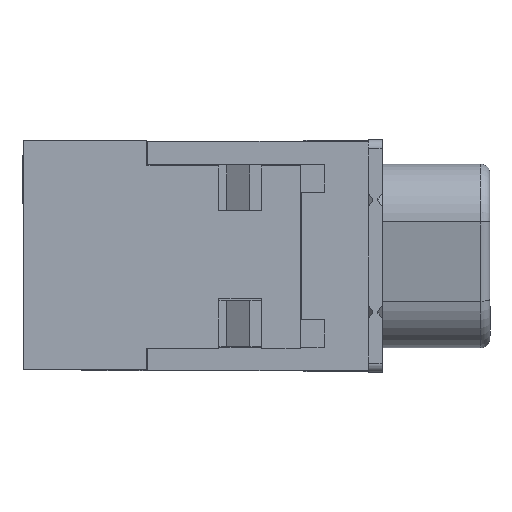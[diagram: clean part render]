
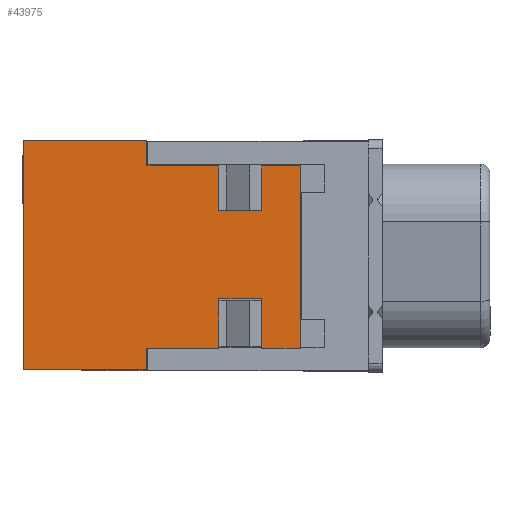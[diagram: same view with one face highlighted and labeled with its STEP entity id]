
A CAD part, left-side view. The second image highlights one B-rep face of the part: STEP entity #43975.
In plain terms, the highlighted planar face has unit normal (-1, 0, 0).
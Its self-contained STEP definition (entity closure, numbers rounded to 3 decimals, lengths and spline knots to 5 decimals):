
#1133=FACE_OUTER_BOUND('',#3341,.T.);
#3341=EDGE_LOOP('',(#28595,#28596,#28597,#28598,#28599,#28600,#28601,#28602,
#28603,#28604,#28605,#28606,#28607,#28608,#28609,#28610));
#7485=LINE('',#63986,#12617);
#7491=LINE('',#63997,#12623);
#7655=LINE('',#64472,#12787);
#7660=LINE('',#64480,#12792);
#7664=LINE('',#64488,#12796);
#7672=LINE('',#64503,#12804);
#7679=LINE('',#64516,#12811);
#7688=LINE('',#64531,#12820);
#7690=LINE('',#64536,#12822);
#7698=LINE('',#64551,#12830);
#7705=LINE('',#64564,#12837);
#7707=LINE('',#64568,#12839);
#7710=LINE('',#64574,#12842);
#7723=LINE('',#64595,#12855);
#7724=LINE('',#64597,#12856);
#7725=LINE('',#64598,#12857);
#12617=VECTOR('',#51387,0.3937);
#12623=VECTOR('',#51395,0.3937);
#12787=VECTOR('',#51651,0.3937);
#12792=VECTOR('',#51658,0.3937);
#12796=VECTOR('',#51664,0.3937);
#12804=VECTOR('',#51676,0.3937);
#12811=VECTOR('',#51689,0.3937);
#12820=VECTOR('',#51702,0.3937);
#12822=VECTOR('',#51706,0.3937);
#12830=VECTOR('',#51720,0.3937);
#12837=VECTOR('',#51733,0.3937);
#12839=VECTOR('',#51737,0.3937);
#12842=VECTOR('',#51742,0.3937);
#12855=VECTOR('',#51757,0.3937);
#12856=VECTOR('',#51758,0.3937);
#12857=VECTOR('',#51759,0.3937);
#17789=VERTEX_POINT('',#63983);
#17790=VERTEX_POINT('',#63985);
#17794=VERTEX_POINT('',#63995);
#17938=VERTEX_POINT('',#64469);
#17939=VERTEX_POINT('',#64471);
#17943=VERTEX_POINT('',#64485);
#17944=VERTEX_POINT('',#64487);
#17949=VERTEX_POINT('',#64502);
#17952=VERTEX_POINT('',#64515);
#17956=VERTEX_POINT('',#64529);
#17958=VERTEX_POINT('',#64535);
#17962=VERTEX_POINT('',#64549);
#17965=VERTEX_POINT('',#64562);
#17966=VERTEX_POINT('',#64566);
#17968=VERTEX_POINT('',#64573);
#17976=VERTEX_POINT('',#64596);
#21466=EDGE_CURVE('',#17790,#17789,#7485,.T.);
#21472=EDGE_CURVE('',#17789,#17794,#7491,.T.);
#21660=EDGE_CURVE('',#17938,#17939,#7655,.T.);
#21665=EDGE_CURVE('',#17938,#17790,#7660,.T.);
#21669=EDGE_CURVE('',#17944,#17943,#7664,.T.);
#21677=EDGE_CURVE('',#17949,#17944,#7672,.T.);
#21684=EDGE_CURVE('',#17952,#17949,#7679,.T.);
#21693=EDGE_CURVE('',#17943,#17956,#7688,.T.);
#21695=EDGE_CURVE('',#17958,#17939,#7690,.T.);
#21703=EDGE_CURVE('',#17794,#17962,#7698,.T.);
#21710=EDGE_CURVE('',#17962,#17965,#7705,.T.);
#21712=EDGE_CURVE('',#17965,#17966,#7707,.T.);
#21715=EDGE_CURVE('',#17968,#17952,#7710,.T.);
#21728=EDGE_CURVE('',#17956,#17958,#7723,.T.);
#21729=EDGE_CURVE('',#17976,#17966,#7724,.T.);
#21730=EDGE_CURVE('',#17976,#17968,#7725,.T.);
#28595=ORIENTED_EDGE('',*,*,#21684,.T.);
#28596=ORIENTED_EDGE('',*,*,#21677,.T.);
#28597=ORIENTED_EDGE('',*,*,#21669,.T.);
#28598=ORIENTED_EDGE('',*,*,#21693,.T.);
#28599=ORIENTED_EDGE('',*,*,#21728,.T.);
#28600=ORIENTED_EDGE('',*,*,#21695,.T.);
#28601=ORIENTED_EDGE('',*,*,#21660,.F.);
#28602=ORIENTED_EDGE('',*,*,#21665,.T.);
#28603=ORIENTED_EDGE('',*,*,#21466,.T.);
#28604=ORIENTED_EDGE('',*,*,#21472,.T.);
#28605=ORIENTED_EDGE('',*,*,#21703,.T.);
#28606=ORIENTED_EDGE('',*,*,#21710,.T.);
#28607=ORIENTED_EDGE('',*,*,#21712,.T.);
#28608=ORIENTED_EDGE('',*,*,#21729,.F.);
#28609=ORIENTED_EDGE('',*,*,#21730,.T.);
#28610=ORIENTED_EDGE('',*,*,#21715,.T.);
#40116=PLANE('',#46471);
#43975=ADVANCED_FACE('',(#1133),#40116,.T.);
#46471=AXIS2_PLACEMENT_3D('',#64594,#51755,#51756);
#51387=DIRECTION('',(0.,0.,-1.));
#51395=DIRECTION('',(0.,1.,0.));
#51651=DIRECTION('',(0.,0.,-1.));
#51658=DIRECTION('',(0.,1.,0.));
#51664=DIRECTION('',(0.,0.,1.));
#51676=DIRECTION('',(0.,-1.,0.));
#51689=DIRECTION('',(0.,0.,1.));
#51702=DIRECTION('',(0.,-1.,0.));
#51706=DIRECTION('',(0.,-1.,0.));
#51720=DIRECTION('',(0.,0.,1.));
#51733=DIRECTION('',(0.,1.,0.));
#51737=DIRECTION('',(0.,0.,1.));
#51742=DIRECTION('',(0.,-1.,0.));
#51755=DIRECTION('center_axis',(-1.,0.,0.));
#51756=DIRECTION('ref_axis',(0.,0.,-1.));
#51757=DIRECTION('',(0.,0.,-1.));
#51758=DIRECTION('',(0.,-1.,0.));
#51759=DIRECTION('',(0.,0.,-1.));
#63983=CARTESIAN_POINT('',(-0.51541,-0.07661,0.0974));
#63985=CARTESIAN_POINT('',(-0.51541,-0.07661,0.1936));
#63986=CARTESIAN_POINT('',(-0.51541,-0.07661,0.1734));
#63995=CARTESIAN_POINT('',(-0.51541,0.01539,0.0974));
#63997=CARTESIAN_POINT('',(-0.51541,0.22518,0.0974));
#64469=CARTESIAN_POINT('',(-0.51541,-0.16002,0.1936));
#64471=CARTESIAN_POINT('',(-0.51541,-0.16002,-0.1984));
#64472=CARTESIAN_POINT('',(-0.51541,-0.16002,-0.2446));
#64480=CARTESIAN_POINT('',(-0.51541,0.17918,0.1936));
#64485=CARTESIAN_POINT('',(-0.51541,0.01539,-0.0926));
#64487=CARTESIAN_POINT('',(-0.51541,0.01539,-0.1984));
#64488=CARTESIAN_POINT('',(-0.51541,0.01539,0.0784));
#64502=CARTESIAN_POINT('',(-0.51541,0.16998,-0.1984));
#64503=CARTESIAN_POINT('',(-0.51541,0.22518,-0.1984));
#64515=CARTESIAN_POINT('',(-0.51541,0.16998,-0.2446));
#64516=CARTESIAN_POINT('',(-0.51541,0.16998,0.0255));
#64529=CARTESIAN_POINT('',(-0.51541,-0.07661,-0.0926));
#64531=CARTESIAN_POINT('',(-0.51541,0.17918,-0.0926));
#64535=CARTESIAN_POINT('',(-0.51541,-0.07661,-0.1984));
#64536=CARTESIAN_POINT('',(-0.51541,0.13748,-0.1984));
#64549=CARTESIAN_POINT('',(-0.51541,0.01539,0.1936));
#64551=CARTESIAN_POINT('',(-0.51541,0.01539,0.2215));
#64562=CARTESIAN_POINT('',(-0.51541,0.16998,0.1936));
#64564=CARTESIAN_POINT('',(-0.51541,0.30248,0.1936));
#64566=CARTESIAN_POINT('',(-0.51541,0.16998,0.2494));
#64568=CARTESIAN_POINT('',(-0.51541,0.16998,0.2494));
#64573=CARTESIAN_POINT('',(-0.51541,0.43498,-0.2446));
#64574=CARTESIAN_POINT('',(-0.51541,0.43498,-0.2446));
#64594=CARTESIAN_POINT('Origin',(-0.51541,0.43498,0.2494));
#64595=CARTESIAN_POINT('',(-0.51541,-0.07661,0.0255));
#64596=CARTESIAN_POINT('',(-0.51541,0.43498,0.2494));
#64597=CARTESIAN_POINT('',(-0.51541,0.43498,0.2494));
#64598=CARTESIAN_POINT('',(-0.51541,0.43498,0.2494));
